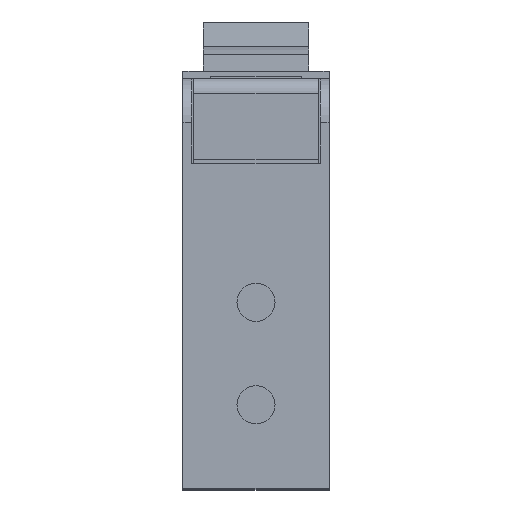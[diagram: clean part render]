
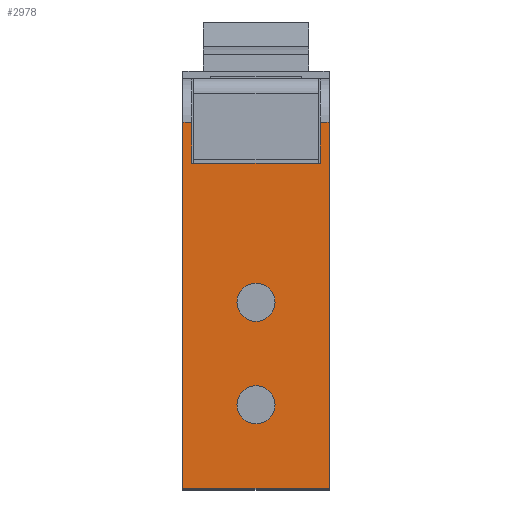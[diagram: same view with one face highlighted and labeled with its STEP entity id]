
A CAD part, top view. The second image highlights one B-rep face of the part: STEP entity #2978.
In plain terms, the highlighted planar face has unit normal (0, 0, 1).
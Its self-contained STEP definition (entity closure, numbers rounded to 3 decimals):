
#32=PLANE($,#3177);
#195=FACE_BOUND($,#419,.T.);
#196=FACE_BOUND($,#420,.T.);
#225=FACE_OUTER_BOUND($,#418,.T.);
#418=EDGE_LOOP($,(#2234,#2235,#2236,#2237,#2238,#2239,#2240,#2241));
#419=EDGE_LOOP($,(#2242));
#420=EDGE_LOOP($,(#2243));
#601=LINE($,#4254,#979);
#643=LINE($,#4345,#1021);
#691=LINE($,#4443,#1069);
#692=LINE($,#4445,#1070);
#693=LINE($,#4447,#1071);
#694=LINE($,#4449,#1072);
#695=LINE($,#4451,#1073);
#696=LINE($,#4452,#1074);
#979=VECTOR($,#3426,25.);
#1021=VECTOR($,#3488,8.8);
#1069=VECTOR($,#3542,0.6);
#1070=VECTOR($,#3545,2.8);
#1071=VECTOR($,#3546,10.);
#1072=VECTOR($,#3547,25.);
#1073=VECTOR($,#3548,0.6);
#1074=VECTOR($,#3549,2.8);
#1356=CIRCLE($,#3159,1.3);
#1358=CIRCLE($,#3162,1.3);
#1404=VERTEX_POINT($,#4224);
#1406=VERTEX_POINT($,#4229);
#1417=VERTEX_POINT($,#4251);
#1418=VERTEX_POINT($,#4253);
#1454=VERTEX_POINT($,#4338);
#1457=VERTEX_POINT($,#4343);
#1504=VERTEX_POINT($,#4441);
#1505=VERTEX_POINT($,#4446);
#1506=VERTEX_POINT($,#4448);
#1507=VERTEX_POINT($,#4450);
#1690=EDGE_CURVE($,#1404,#1404,#1356,.T.);
#1692=EDGE_CURVE($,#1406,#1406,#1358,.T.);
#1703=EDGE_CURVE($,#1418,#1417,#601,.T.);
#1749=EDGE_CURVE($,#1457,#1454,#643,.T.);
#1798=EDGE_CURVE($,#1504,#1418,#691,.T.);
#1799=EDGE_CURVE($,#1504,#1457,#692,.T.);
#1800=EDGE_CURVE($,#1505,#1417,#693,.T.);
#1801=EDGE_CURVE($,#1506,#1505,#694,.T.);
#1802=EDGE_CURVE($,#1506,#1507,#695,.T.);
#1803=EDGE_CURVE($,#1507,#1454,#696,.T.);
#2234=ORIENTED_EDGE($,*,*,#1799,.F.);
#2235=ORIENTED_EDGE($,*,*,#1798,.T.);
#2236=ORIENTED_EDGE($,*,*,#1703,.T.);
#2237=ORIENTED_EDGE($,*,*,#1800,.F.);
#2238=ORIENTED_EDGE($,*,*,#1801,.F.);
#2239=ORIENTED_EDGE($,*,*,#1802,.T.);
#2240=ORIENTED_EDGE($,*,*,#1803,.T.);
#2241=ORIENTED_EDGE($,*,*,#1749,.F.);
#2242=ORIENTED_EDGE($,*,*,#1692,.F.);
#2243=ORIENTED_EDGE($,*,*,#1690,.F.);
#2978=ADVANCED_FACE($,(#225,#195,#196),#32,.F.);
#3159=AXIS2_PLACEMENT_3D($,#4225,#3406,#3407);
#3162=AXIS2_PLACEMENT_3D($,#4230,#3412,#3413);
#3177=AXIS2_PLACEMENT_3D($,#4444,#3543,#3544);
#3406=DIRECTION('center_axis',(0.,0.,1.));
#3407=DIRECTION('ref_axis',(1.,0.,0.));
#3412=DIRECTION('center_axis',(0.,0.,1.));
#3413=DIRECTION('ref_axis',(1.,0.,0.));
#3426=DIRECTION($,(0.,-1.,0.));
#3488=DIRECTION($,(1.,0.,0.));
#3542=DIRECTION($,(-1.,0.,0.));
#3543=DIRECTION('center_axis',(0.,0.,-1.));
#3544=DIRECTION('ref_axis',(-1.,0.,0.));
#3545=DIRECTION($,(0.,-1.,0.));
#3546=DIRECTION($,(-1.,0.,0.));
#3547=DIRECTION($,(0.,-1.,0.));
#3548=DIRECTION($,(-1.,0.,0.));
#3549=DIRECTION($,(0.,-1.,0.));
#4224=CARTESIAN_POINT('',(1.3,-7.,0.));
#4225=CARTESIAN_POINT('Origin',(0.,-7.,0.));
#4229=CARTESIAN_POINT('',(1.3,0.,0.));
#4230=CARTESIAN_POINT('Origin',(0.,0.,0.));
#4251=CARTESIAN_POINT('',(-5.,-12.7,0.));
#4253=CARTESIAN_POINT('',(-5.,12.3,0.));
#4254=CARTESIAN_POINT($,(-5.,0.,0.));
#4338=CARTESIAN_POINT('',(4.4,9.5,0.));
#4343=CARTESIAN_POINT('',(-4.4,9.5,0.));
#4345=CARTESIAN_POINT($,(-4.4,9.5,0.));
#4441=CARTESIAN_POINT('',(-4.4,12.3,0.));
#4443=CARTESIAN_POINT($,(5.,12.3,0.));
#4444=CARTESIAN_POINT('Origin',(5.,0.,0.));
#4445=CARTESIAN_POINT($,(-4.4,12.3,0.));
#4446=CARTESIAN_POINT('',(5.,-12.7,0.));
#4447=CARTESIAN_POINT($,(5.,-12.7,0.));
#4448=CARTESIAN_POINT('',(5.,12.3,0.));
#4449=CARTESIAN_POINT($,(5.,-12.7,0.));
#4450=CARTESIAN_POINT('',(4.4,12.3,0.));
#4451=CARTESIAN_POINT($,(5.,12.3,0.));
#4452=CARTESIAN_POINT($,(4.4,12.3,0.));
